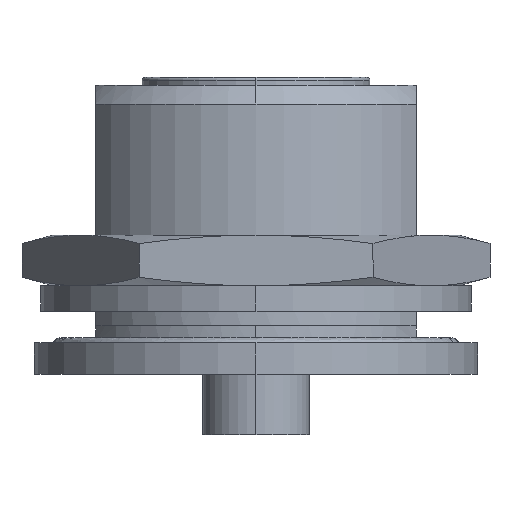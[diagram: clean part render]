
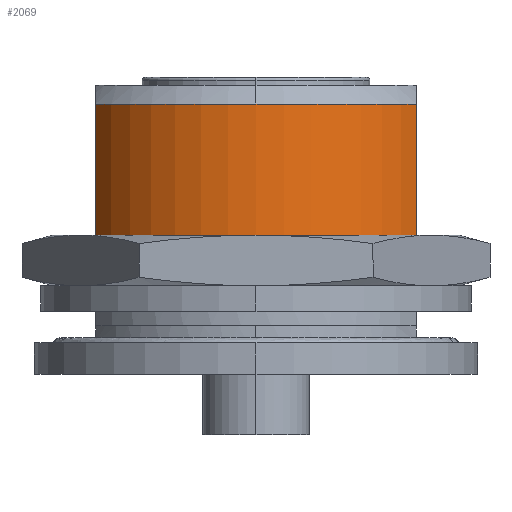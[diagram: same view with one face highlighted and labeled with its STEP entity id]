
A CAD part, left-side view. The second image highlights one B-rep face of the part: STEP entity #2069.
In plain terms, the highlighted cylindrical face has radius 14.5 mm (diameter 29 mm), a partial arc.
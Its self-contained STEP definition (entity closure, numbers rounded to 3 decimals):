
#77 = VERTEX_POINT ( 'NONE', #3081 ) ;
#354 = DIRECTION ( 'NONE',  ( 1., 0., 0. ) ) ;
#365 = CIRCLE ( 'NONE', #5090, 14.5 ) ;
#535 = ORIENTED_EDGE ( 'NONE', *, *, #3503, .F. ) ;
#917 = DIRECTION ( 'NONE',  ( 0., 0., 1. ) ) ;
#949 = CIRCLE ( 'NONE', #7001, 14.5 ) ;
#1090 = CARTESIAN_POINT ( 'NONE',  ( 0., 0., -12.508 ) ) ;
#1202 = VECTOR ( 'NONE', #917, 1000. ) ;
#1320 = ORIENTED_EDGE ( 'NONE', *, *, #3150, .T. ) ;
#1412 = LINE ( 'NONE', #1603, #1202 ) ;
#1491 = CARTESIAN_POINT ( 'NONE',  ( -7.087, -12.65, -2.1 ) ) ;
#1534 = DIRECTION ( 'NONE',  ( 1., 0., 0. ) ) ;
#1603 = CARTESIAN_POINT ( 'NONE',  ( -7.087, -12.65, -35.244 ) ) ;
#1735 = DIRECTION ( 'NONE',  ( 1., 0., 0. ) ) ;
#1826 = EDGE_CURVE ( 'NONE', #77, #3402, #3862, .T. ) ;
#1981 = DIRECTION ( 'NONE',  ( 0., 0., 1. ) ) ;
#2035 = EDGE_CURVE ( 'NONE', #3416, #3472, #6140, .T. ) ;
#2069 = ADVANCED_FACE ( 'NONE', ( #3852 ), #4746, .T. ) ;
#2189 = EDGE_LOOP ( 'NONE', ( #4352, #1320, #6918, #3758, #535, #2616 ) ) ;
#2616 = ORIENTED_EDGE ( 'NONE', *, *, #1826, .F. ) ;
#3081 = CARTESIAN_POINT ( 'NONE',  ( -7.087, 12.65, -2.1 ) ) ;
#3084 = AXIS2_PLACEMENT_3D ( 'NONE', #6612, #6866, #6086 ) ;
#3150 = EDGE_CURVE ( 'NONE', #5672, #3416, #949, .T. ) ;
#3402 = VERTEX_POINT ( 'NONE', #6426 ) ;
#3416 = VERTEX_POINT ( 'NONE', #6487 ) ;
#3472 = VERTEX_POINT ( 'NONE', #5294 ) ;
#3503 = EDGE_CURVE ( 'NONE', #3402, #5442, #365, .T. ) ;
#3758 = ORIENTED_EDGE ( 'NONE', *, *, #6968, .T. ) ;
#3852 = FACE_OUTER_BOUND ( 'NONE', #2189, .T. ) ;
#3862 = CIRCLE ( 'NONE', #5928, 14.5 ) ;
#4034 = CARTESIAN_POINT ( 'NONE',  ( 0., 0., -2.1 ) ) ;
#4150 = DIRECTION ( 'NONE',  ( 0., 0., 1. ) ) ;
#4352 = ORIENTED_EDGE ( 'NONE', *, *, #6076, .F. ) ;
#4746 = CYLINDRICAL_SURFACE ( 'NONE', #3084, 14.5 ) ;
#5090 = AXIS2_PLACEMENT_3D ( 'NONE', #7930, #4150, #354 ) ;
#5294 = CARTESIAN_POINT ( 'NONE',  ( -7.087, -12.65, -12.508 ) ) ;
#5339 = AXIS2_PLACEMENT_3D ( 'NONE', #5988, #6617, #6012 ) ;
#5394 = CARTESIAN_POINT ( 'NONE',  ( -7.087, 12.65, -12.508 ) ) ;
#5442 = VERTEX_POINT ( 'NONE', #1491 ) ;
#5498 = DIRECTION ( 'NONE',  ( 0., 0., 1. ) ) ;
#5585 = LINE ( 'NONE', #6013, #7279 ) ;
#5672 = VERTEX_POINT ( 'NONE', #5394 ) ;
#5928 = AXIS2_PLACEMENT_3D ( 'NONE', #4034, #1981, #1534 ) ;
#5988 = CARTESIAN_POINT ( 'NONE',  ( 0., 0., -12.508 ) ) ;
#6012 = DIRECTION ( 'NONE',  ( 1., 0., 0. ) ) ;
#6013 = CARTESIAN_POINT ( 'NONE',  ( -7.087, 12.65, -35.244 ) ) ;
#6076 = EDGE_CURVE ( 'NONE', #5672, #77, #5585, .T. ) ;
#6086 = DIRECTION ( 'NONE',  ( 1., 0., 0. ) ) ;
#6140 = CIRCLE ( 'NONE', #5339, 14.5 ) ;
#6426 = CARTESIAN_POINT ( 'NONE',  ( -14.5, 0., -2.1 ) ) ;
#6487 = CARTESIAN_POINT ( 'NONE',  ( -14.5, 0., -12.508 ) ) ;
#6612 = CARTESIAN_POINT ( 'NONE',  ( 0., 0., 4.373 ) ) ;
#6617 = DIRECTION ( 'NONE',  ( 0., 0., 1. ) ) ;
#6866 = DIRECTION ( 'NONE',  ( 0., 0., 1. ) ) ;
#6918 = ORIENTED_EDGE ( 'NONE', *, *, #2035, .T. ) ;
#6968 = EDGE_CURVE ( 'NONE', #3472, #5442, #1412, .T. ) ;
#7001 = AXIS2_PLACEMENT_3D ( 'NONE', #1090, #5498, #1735 ) ;
#7279 = VECTOR ( 'NONE', #7946, 1000. ) ;
#7930 = CARTESIAN_POINT ( 'NONE',  ( 0., 0., -2.1 ) ) ;
#7946 = DIRECTION ( 'NONE',  ( 0., 0., 1. ) ) ;
